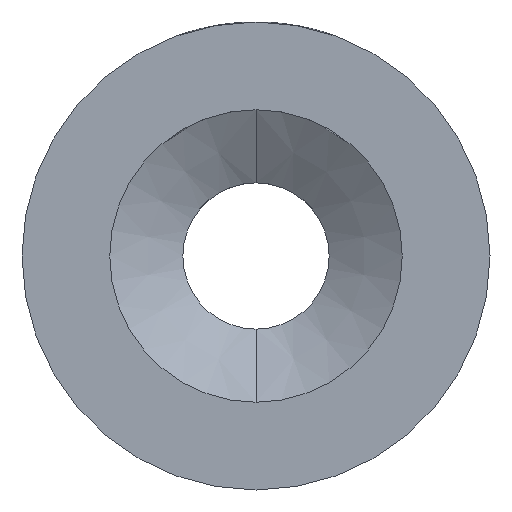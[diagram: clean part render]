
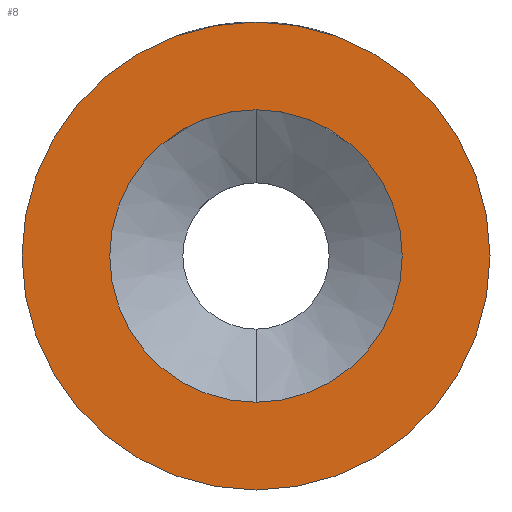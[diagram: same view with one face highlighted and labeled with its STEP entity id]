
A CAD part, front view. The second image highlights one B-rep face of the part: STEP entity #8.
In plain terms, the highlighted planar face has unit normal (0, -1, 0).
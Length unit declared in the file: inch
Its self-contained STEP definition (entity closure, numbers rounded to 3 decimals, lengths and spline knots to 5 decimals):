
#8 = ADVANCED_FACE ( 'NONE', ( #300, #298 ), #607, .F. ) ;
#52 = VERTEX_POINT ( 'NONE', #57 ) ;
#57 = CARTESIAN_POINT ( 'NONE',  ( 0., 0., -0.3 ) ) ;
#104 = AXIS2_PLACEMENT_3D ( 'NONE', #110, #109, #107 ) ;
#107 = DIRECTION ( 'NONE',  ( 0., 0., 1. ) ) ;
#109 = DIRECTION ( 'NONE',  ( 0., 1., 0. ) ) ;
#110 = CARTESIAN_POINT ( 'NONE',  ( 0., 0., 0. ) ) ;
#128 = CIRCLE ( 'NONE', #104, 0.3 ) ;
#131 = DIRECTION ( 'NONE',  ( 0., -1., 0. ) ) ;
#143 = AXIS2_PLACEMENT_3D ( 'NONE', #329, #328, #327 ) ;
#205 = CIRCLE ( 'NONE', #143, 0.1875 ) ;
#233 = CIRCLE ( 'NONE', #248, 0.3 ) ;
#243 = CIRCLE ( 'NONE', #289, 0.1875 ) ;
#248 = AXIS2_PLACEMENT_3D ( 'NONE', #716, #696, #451 ) ;
#289 = AXIS2_PLACEMENT_3D ( 'NONE', #304, #131, #426 ) ;
#298 = FACE_OUTER_BOUND ( 'NONE', #397, .T. ) ;
#300 = FACE_BOUND ( 'NONE', #421, .T. ) ;
#304 = CARTESIAN_POINT ( 'NONE',  ( 0., 0., 0. ) ) ;
#325 = VERTEX_POINT ( 'NONE', #472 ) ;
#327 = DIRECTION ( 'NONE',  ( 0., 0., -1. ) ) ;
#328 = DIRECTION ( 'NONE',  ( 0., -1., 0. ) ) ;
#329 = CARTESIAN_POINT ( 'NONE',  ( 0., 0., 0. ) ) ;
#331 = CARTESIAN_POINT ( 'NONE',  ( 0., 0., -0.1875 ) ) ;
#336 = EDGE_CURVE ( 'NONE', #733, #325, #243, .T. ) ;
#397 = EDGE_LOOP ( 'NONE', ( #512, #523 ) ) ;
#421 = EDGE_LOOP ( 'NONE', ( #699, #618 ) ) ;
#426 = DIRECTION ( 'NONE',  ( 0., 0., -1. ) ) ;
#451 = DIRECTION ( 'NONE',  ( 0., 0., 1. ) ) ;
#472 = CARTESIAN_POINT ( 'NONE',  ( 0., 0., 0.1875 ) ) ;
#492 = AXIS2_PLACEMENT_3D ( 'NONE', #603, #615, #635 ) ;
#512 = ORIENTED_EDGE ( 'NONE', *, *, #788, .F. ) ;
#521 = VERTEX_POINT ( 'NONE', #741 ) ;
#523 = ORIENTED_EDGE ( 'NONE', *, *, #555, .F. ) ;
#555 = EDGE_CURVE ( 'NONE', #521, #52, #233, .T. ) ;
#603 = CARTESIAN_POINT ( 'NONE',  ( 0., 0., 0. ) ) ;
#607 = PLANE ( 'NONE',  #492 ) ;
#615 = DIRECTION ( 'NONE',  ( 0., 1., 0. ) ) ;
#618 = ORIENTED_EDGE ( 'NONE', *, *, #728, .F. ) ;
#635 = DIRECTION ( 'NONE',  ( 0., 0., 1. ) ) ;
#696 = DIRECTION ( 'NONE',  ( 0., 1., 0. ) ) ;
#699 = ORIENTED_EDGE ( 'NONE', *, *, #336, .F. ) ;
#716 = CARTESIAN_POINT ( 'NONE',  ( 0., 0., 0. ) ) ;
#728 = EDGE_CURVE ( 'NONE', #325, #733, #205, .T. ) ;
#733 = VERTEX_POINT ( 'NONE', #331 ) ;
#741 = CARTESIAN_POINT ( 'NONE',  ( 0., 0., 0.3 ) ) ;
#788 = EDGE_CURVE ( 'NONE', #52, #521, #128, .T. ) ;
